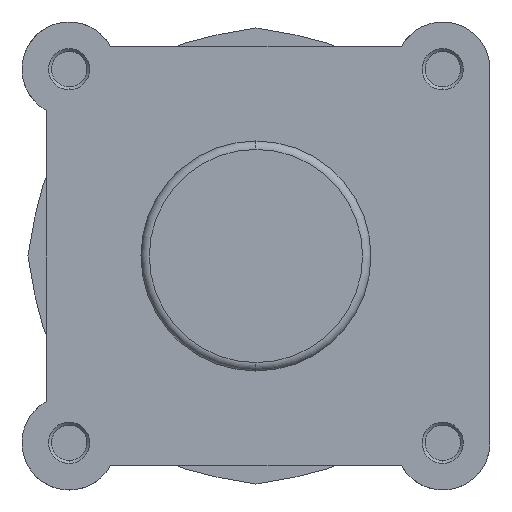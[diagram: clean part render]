
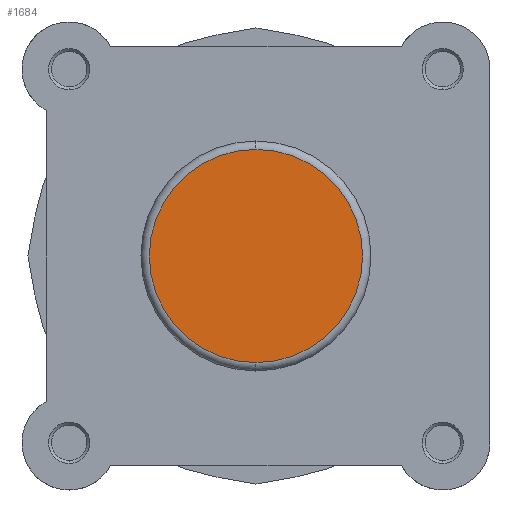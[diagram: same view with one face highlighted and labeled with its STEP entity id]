
A CAD part, left-side view. The second image highlights one B-rep face of the part: STEP entity #1684.
In plain terms, the highlighted planar face has unit normal (-1, 0, 0).
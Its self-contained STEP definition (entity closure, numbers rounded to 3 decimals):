
#314 = CARTESIAN_POINT ( 'NONE',  ( 0., 0., 25.4 ) ) ;
#317 = CARTESIAN_POINT ( 'NONE',  ( 0., 0., -25.4 ) ) ;
#616 = VERTEX_POINT ( 'NONE', #314 ) ;
#619 = VERTEX_POINT ( 'NONE', #317 ) ;
#811 = DIRECTION ( 'NONE',  ( 1., 0., 0. ) ) ;
#846 = PLANE ( 'NONE',  #2235 ) ;
#847 = CARTESIAN_POINT ( 'NONE',  ( 0., 0., 0. ) ) ;
#851 = DIRECTION ( 'NONE',  ( 0., 0., -1. ) ) ;
#1684 = ADVANCED_FACE ( 'NONE', ( #4578 ), #846, .F. ) ;
#1836 = CIRCLE ( 'NONE', #2509, 25.4 ) ;
#2235 = AXIS2_PLACEMENT_3D ( 'NONE', #847, #811, #851 ) ;
#2401 = AXIS2_PLACEMENT_3D ( 'NONE', #3145, #3146, #3147 ) ;
#2509 = AXIS2_PLACEMENT_3D ( 'NONE', #3892, #3904, #3906 ) ;
#3145 = CARTESIAN_POINT ( 'NONE',  ( 0., 0., 0. ) ) ;
#3146 = DIRECTION ( 'NONE',  ( -1., 0., 0. ) ) ;
#3147 = DIRECTION ( 'NONE',  ( 0., 0., -1. ) ) ;
#3882 = EDGE_LOOP ( 'NONE', ( #5567, #5358 ) ) ;
#3892 = CARTESIAN_POINT ( 'NONE',  ( 0., 0., 0. ) ) ;
#3904 = DIRECTION ( 'NONE',  ( -1., 0., 0. ) ) ;
#3906 = DIRECTION ( 'NONE',  ( 0., 0., -1. ) ) ;
#4578 = FACE_OUTER_BOUND ( 'NONE', #3882, .T. ) ;
#4992 = CIRCLE ( 'NONE', #2401, 25.4 ) ;
#5358 = ORIENTED_EDGE ( 'NONE', *, *, #5923, .T. ) ;
#5567 = ORIENTED_EDGE ( 'NONE', *, *, #5712, .T. ) ;
#5712 = EDGE_CURVE ( 'NONE', #619, #616, #4992, .T. ) ;
#5923 = EDGE_CURVE ( 'NONE', #616, #619, #1836, .T. ) ;
